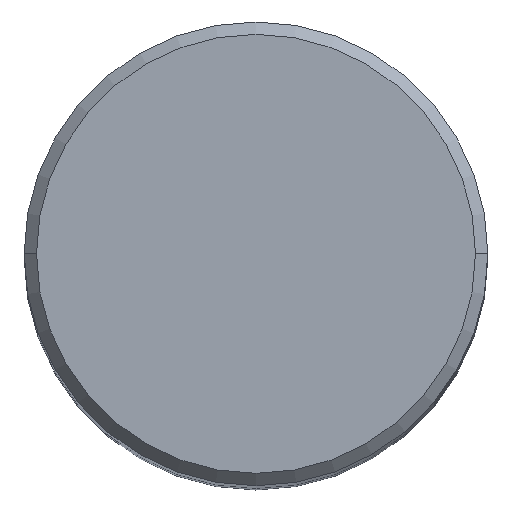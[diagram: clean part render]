
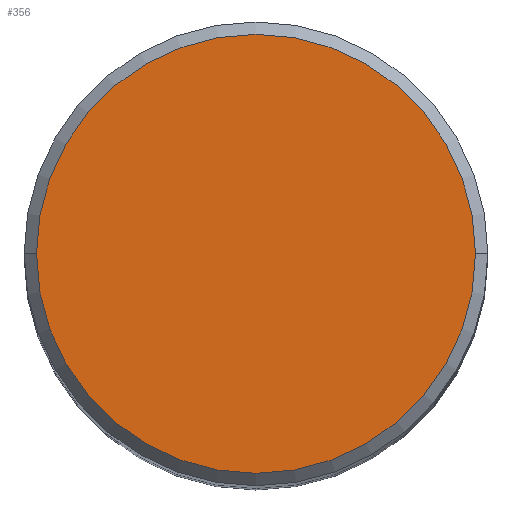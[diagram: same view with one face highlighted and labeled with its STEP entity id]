
A CAD part, top view. The second image highlights one B-rep face of the part: STEP entity #356.
In plain terms, the highlighted planar face has unit normal (0, 0, 1).
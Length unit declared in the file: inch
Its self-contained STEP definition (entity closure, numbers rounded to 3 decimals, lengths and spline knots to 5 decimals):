
#13 = DIRECTION ( 'NONE',  ( 0., 0., -1. ) ) ;
#15 = CARTESIAN_POINT ( 'NONE',  ( -0.355, 0., 0. ) ) ;
#57 = EDGE_LOOP ( 'NONE', ( #99, #375 ) ) ;
#89 = DIRECTION ( 'NONE',  ( 1., 0., 0. ) ) ;
#99 = ORIENTED_EDGE ( 'NONE', *, *, #265, .T. ) ;
#108 = CIRCLE ( 'NONE', #303, 0.355 ) ;
#124 = DIRECTION ( 'NONE',  ( -1., 0., 0. ) ) ;
#126 = CARTESIAN_POINT ( 'NONE',  ( 0., 0., 0. ) ) ;
#153 = VERTEX_POINT ( 'NONE', #243 ) ;
#167 = DIRECTION ( 'NONE',  ( 0., 0., 1. ) ) ;
#243 = CARTESIAN_POINT ( 'NONE',  ( 0.355, 0., 0. ) ) ;
#257 = CARTESIAN_POINT ( 'NONE',  ( 0., 0.355, 0. ) ) ;
#265 = EDGE_CURVE ( 'NONE', #300, #153, #108, .T. ) ;
#293 = DIRECTION ( 'NONE',  ( 1., 0., 0. ) ) ;
#300 = VERTEX_POINT ( 'NONE', #15 ) ;
#303 = AXIS2_PLACEMENT_3D ( 'NONE', #126, #405, #89 ) ;
#309 = EDGE_CURVE ( 'NONE', #153, #300, #462, .T. ) ;
#356 = ADVANCED_FACE ( 'NONE', ( #402 ), #406, .F. ) ;
#362 = AXIS2_PLACEMENT_3D ( 'NONE', #441, #167, #293 ) ;
#375 = ORIENTED_EDGE ( 'NONE', *, *, #309, .T. ) ;
#402 = FACE_OUTER_BOUND ( 'NONE', #57, .T. ) ;
#405 = DIRECTION ( 'NONE',  ( 0., 0., 1. ) ) ;
#406 = PLANE ( 'NONE',  #413 ) ;
#413 = AXIS2_PLACEMENT_3D ( 'NONE', #257, #13, #124 ) ;
#441 = CARTESIAN_POINT ( 'NONE',  ( 0., 0., 0. ) ) ;
#462 = CIRCLE ( 'NONE', #362, 0.355 ) ;
